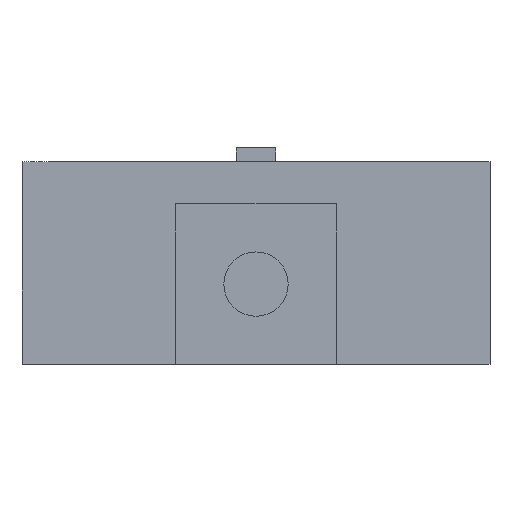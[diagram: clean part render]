
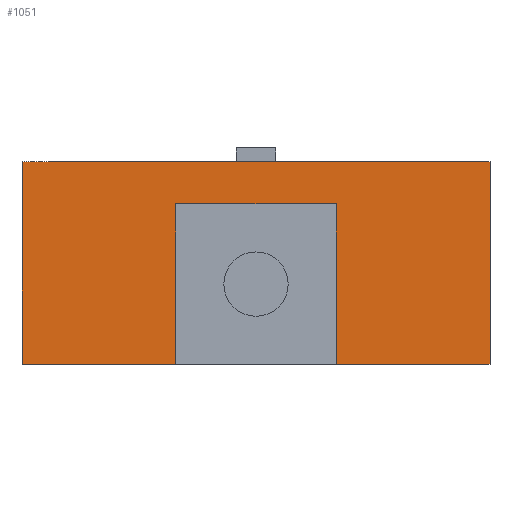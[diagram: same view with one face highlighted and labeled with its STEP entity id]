
A CAD part, front view. The second image highlights one B-rep face of the part: STEP entity #1051.
In plain terms, the highlighted planar face has unit normal (0, -1, 0).
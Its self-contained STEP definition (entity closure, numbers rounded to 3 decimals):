
#100=FACE_OUTER_BOUND('',#162,.T.);
#162=EDGE_LOOP('',(#904,#905,#906,#907,#908,#909,#910,#911));
#195=LINE('',#1425,#311);
#205=LINE('',#1721,#321);
#209=LINE('',#1729,#325);
#216=LINE('',#1743,#332);
#247=LINE('',#1809,#363);
#258=LINE('',#1832,#374);
#268=LINE('',#1857,#384);
#271=LINE('',#1862,#387);
#311=VECTOR('',#1177,10.);
#321=VECTOR('',#1211,10.);
#325=VECTOR('',#1217,10.);
#332=VECTOR('',#1226,10.);
#363=VECTOR('',#1287,10.);
#374=VECTOR('',#1300,10.);
#384=VECTOR('',#1330,10.);
#387=VECTOR('',#1335,10.);
#434=VERTEX_POINT('',#1418);
#436=VERTEX_POINT('',#1423);
#461=VERTEX_POINT('',#1719);
#462=VERTEX_POINT('',#1720);
#465=VERTEX_POINT('',#1728);
#471=VERTEX_POINT('',#1742);
#491=VERTEX_POINT('',#1808);
#502=VERTEX_POINT('',#1830);
#540=EDGE_CURVE('',#436,#434,#195,.T.);
#576=EDGE_CURVE('',#461,#462,#205,.T.);
#580=EDGE_CURVE('',#465,#461,#209,.T.);
#587=EDGE_CURVE('',#471,#465,#216,.T.);
#620=EDGE_CURVE('',#491,#471,#247,.T.);
#632=EDGE_CURVE('',#462,#502,#258,.T.);
#645=EDGE_CURVE('',#502,#434,#268,.T.);
#648=EDGE_CURVE('',#491,#436,#271,.T.);
#904=ORIENTED_EDGE('',*,*,#576,.T.);
#905=ORIENTED_EDGE('',*,*,#632,.T.);
#906=ORIENTED_EDGE('',*,*,#645,.T.);
#907=ORIENTED_EDGE('',*,*,#540,.F.);
#908=ORIENTED_EDGE('',*,*,#648,.F.);
#909=ORIENTED_EDGE('',*,*,#620,.T.);
#910=ORIENTED_EDGE('',*,*,#587,.T.);
#911=ORIENTED_EDGE('',*,*,#580,.T.);
#997=PLANE('',#1125);
#1051=ADVANCED_FACE('',(#100),#997,.T.);
#1125=AXIS2_PLACEMENT_3D('',#1861,#1333,#1334);
#1177=DIRECTION('',(1.,0.,0.));
#1211=DIRECTION('',(0.,0.,-1.));
#1217=DIRECTION('',(1.,0.,0.));
#1226=DIRECTION('',(0.,0.,1.));
#1287=DIRECTION('',(1.,0.,0.));
#1300=DIRECTION('',(1.,0.,0.));
#1330=DIRECTION('',(0.,0.,1.));
#1333=DIRECTION('center_axis',(0.,-1.,0.));
#1334=DIRECTION('ref_axis',(1.,0.,0.));
#1335=DIRECTION('',(0.,0.,1.));
#1418=CARTESIAN_POINT('',(-22.4,-71.407,8.7));
#1423=CARTESIAN_POINT('',(-73.2,-71.407,8.7));
#1425=CARTESIAN_POINT('',(-60.5,-71.407,8.7));
#1719=CARTESIAN_POINT('',(-39.1,-71.407,4.1));
#1720=CARTESIAN_POINT('',(-39.1,-71.407,-13.3));
#1721=CARTESIAN_POINT('',(-39.1,-71.407,-4.6));
#1728=CARTESIAN_POINT('',(-56.5,-71.407,4.1));
#1729=CARTESIAN_POINT('',(-64.85,-71.407,4.1));
#1742=CARTESIAN_POINT('',(-56.5,-71.407,-13.3));
#1743=CARTESIAN_POINT('',(-56.5,-71.407,-13.3));
#1808=CARTESIAN_POINT('',(-73.2,-71.407,-13.3));
#1809=CARTESIAN_POINT('',(-60.5,-71.407,-13.3));
#1830=CARTESIAN_POINT('',(-22.4,-71.407,-13.3));
#1832=CARTESIAN_POINT('',(-60.5,-71.407,-13.3));
#1857=CARTESIAN_POINT('',(-22.4,-71.407,-13.3));
#1861=CARTESIAN_POINT('Origin',(-73.2,-71.407,-13.3));
#1862=CARTESIAN_POINT('',(-73.2,-71.407,-13.3));
